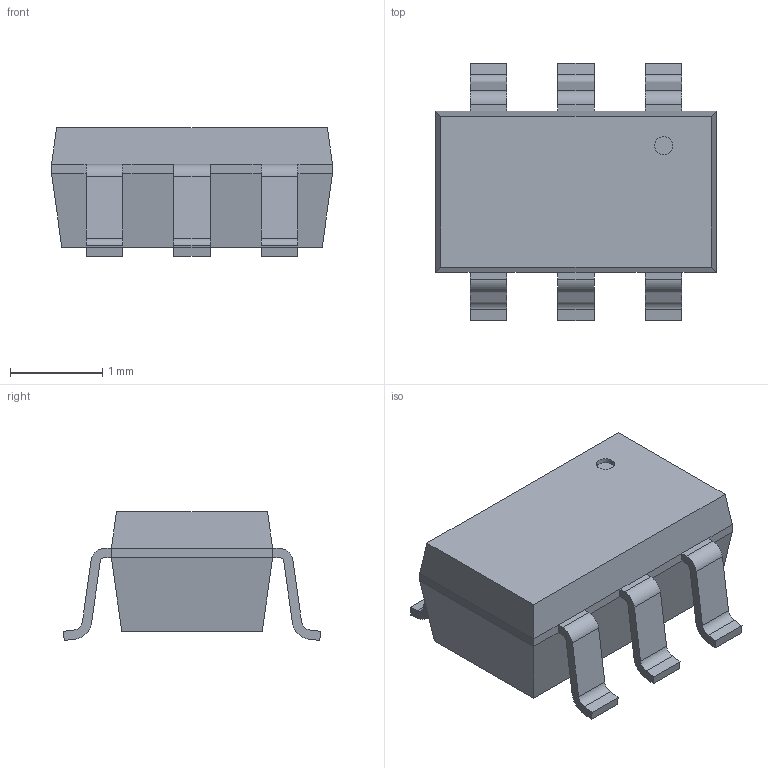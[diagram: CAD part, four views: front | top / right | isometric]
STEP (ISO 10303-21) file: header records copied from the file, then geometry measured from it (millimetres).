
FILE_DESCRIPTION(/* description */ ('Alibre Inc.'),/* implementation_level */ '2;1');
FILE_NAME(/* name */ 'export0',/* time_stamp */ '2012-11-10T21:37:47+02:00',/* author */ (''),/* organization */ (''),/* preprocessor_version */ 'ST-DEVELOPER v14',/* originating_system */ 'Alibre',/* authorisation */ '');
FILE_SCHEMA (('AUTOMOTIVE_DESIGN'));
Length unit declared in the file: centimetre
Bounding box: 3.05 x 2.8 x 1.4 mm (x, y, z)
Volume: 6.7 mm3; surface area: 28.6 mm2
Topology: 1 solids, 1 shells, 100 faces, 259 edges, 162 vertices
Faces by surface type: plane 75, cylinder 25
Full cylindrical faces by diameter (mm): 0.197 x1
Entity records: 2926 total; most frequent: ORIENTED_EDGE 516, CARTESIAN_POINT 490, DIRECTION 403, EDGE_CURVE 258, VECTOR 184, LINE 184, VERTEX_POINT 162, AXIS2_PLACEMENT_3D 144
